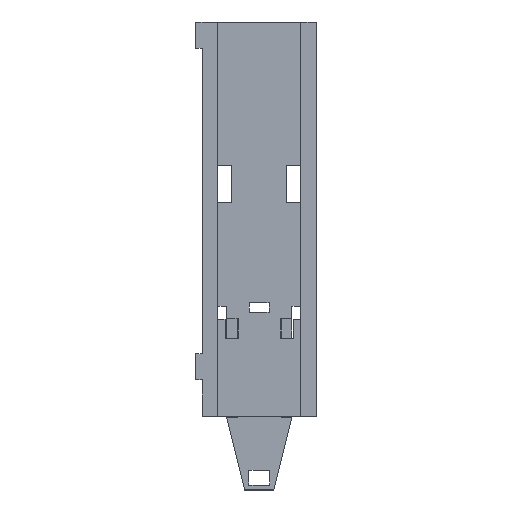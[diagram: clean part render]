
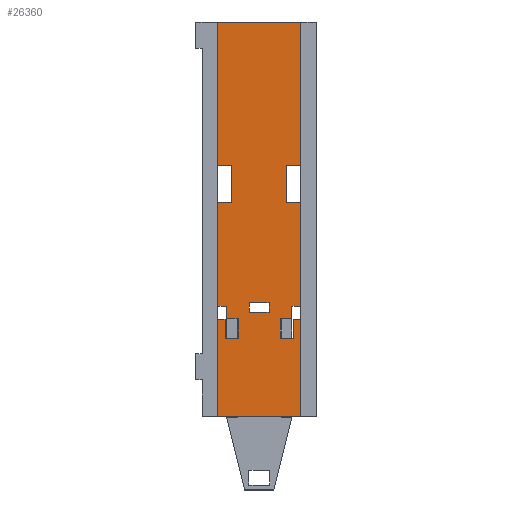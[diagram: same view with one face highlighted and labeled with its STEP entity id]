
A CAD part, top view. The second image highlights one B-rep face of the part: STEP entity #26360.
In plain terms, the highlighted face is planar.
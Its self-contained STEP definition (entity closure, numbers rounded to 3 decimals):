
#5080=CARTESIAN_POINT('',(-3.,-1.,28.591));
#5090=VERTEX_POINT('',#5080);
#5120=CARTESIAN_POINT('',(0.,-1.,28.591));
#5130=DIRECTION('',(-1.,0.,0.));
#5140=VECTOR('',#5130,1.);
#5150=LINE('',#5120,#5140);
#5160=CARTESIAN_POINT('',(3.,-1.,28.591));
#5170=VERTEX_POINT('',#5160);
#5180=EDGE_CURVE('',#5170,#5090,#5150,.T.);
#5830=CARTESIAN_POINT('',(6.5,-1.,30.519));
#5840=VERTEX_POINT('',#5830);
#5870=CARTESIAN_POINT('',(6.5,-1.,0.));
#5880=DIRECTION('',(0.,0.,1.));
#5890=VECTOR('',#5880,1.);
#5900=LINE('',#5870,#5890);
#5910=CARTESIAN_POINT('',(6.5,-1.,36.519));
#5920=VERTEX_POINT('',#5910);
#5930=EDGE_CURVE('',#5840,#5920,#5900,.T.);
#9540=CARTESIAN_POINT('',(12.75,-1.,60.519));
#9550=VERTEX_POINT('',#9540);
#9580=CARTESIAN_POINT('',(0.,-1.,60.519));
#9590=DIRECTION('',(-1.,0.,0.));
#9600=VECTOR('',#9590,1.);
#9610=LINE('',#9580,#9600);
#9620=CARTESIAN_POINT('',(-12.75,-1.,60.519));
#9630=VERTEX_POINT('',#9620);
#9640=EDGE_CURVE('',#9550,#9630,#9610,.T.);
#10990=CARTESIAN_POINT('',(0.,-1.,26.681));
#11000=DIRECTION('',(1.,0.,0.));
#11010=VECTOR('',#11000,1.);
#11020=LINE('',#10990,#11010);
#11030=CARTESIAN_POINT('',(10.,-1.,26.681));
#11040=VERTEX_POINT('',#11030);
#11050=CARTESIAN_POINT('',(12.75,-1.,26.681));
#11060=VERTEX_POINT('',#11050);
#11070=EDGE_CURVE('',#11040,#11060,#11020,.T.);
#13300=CARTESIAN_POINT('',(-12.75,-1.,-60.519));
#13310=VERTEX_POINT('',#13300);
#13340=CARTESIAN_POINT('',(0.,-1.,-60.519));
#13350=DIRECTION('',(-1.,0.,0.));
#13360=VECTOR('',#13350,1.);
#13370=LINE('',#13340,#13360);
#13380=CARTESIAN_POINT('',(12.75,-1.,-60.519));
#13390=VERTEX_POINT('',#13380);
#13400=EDGE_CURVE('',#13390,#13310,#13370,.T.);
#18110=CARTESIAN_POINT('',(-12.75,-1.,0.));
#18120=DIRECTION('',(0.,0.,-1.));
#18130=VECTOR('',#18120,1.);
#18140=LINE('',#18110,#18130);
#18150=CARTESIAN_POINT('',(-12.75,-1.,26.681));
#18160=VERTEX_POINT('',#18150);
#18170=CARTESIAN_POINT('',(-12.75,-1.,-5.019));
#18180=VERTEX_POINT('',#18170);
#18190=EDGE_CURVE('',#18160,#18180,#18140,.T.);
#18640=CARTESIAN_POINT('',(-12.75,-1.,-16.519));
#18650=VERTEX_POINT('',#18640);
#18680=CARTESIAN_POINT('',(-12.75,-1.,0.));
#18690=DIRECTION('',(0.,0.,-1.));
#18700=VECTOR('',#18690,1.);
#18710=LINE('',#18680,#18700);
#18720=EDGE_CURVE('',#18650,#13310,#18710,.T.);
#18770=CARTESIAN_POINT('',(-12.75,-1.,0.));
#18780=DIRECTION('',(0.,0.,1.));
#18790=VECTOR('',#18780,1.);
#18800=LINE('',#18770,#18790);
#18810=CARTESIAN_POINT('',(-12.75,-1.,30.681));
#18820=VERTEX_POINT('',#18810);
#18830=EDGE_CURVE('',#18820,#9630,#18800,.T.);
#19220=CARTESIAN_POINT('',(12.75,-1.,0.));
#19230=DIRECTION('',(0.,0.,-1.));
#19240=VECTOR('',#19230,1.);
#19250=LINE('',#19220,#19240);
#19260=CARTESIAN_POINT('',(12.75,-1.,-5.019));
#19270=VERTEX_POINT('',#19260);
#19280=EDGE_CURVE('',#11060,#19270,#19250,.T.);
#19540=CARTESIAN_POINT('',(12.75,-1.,30.681));
#19550=VERTEX_POINT('',#19540);
#19580=CARTESIAN_POINT('',(12.75,-1.,0.));
#19590=DIRECTION('',(0.,0.,1.));
#19600=VECTOR('',#19590,1.);
#19610=LINE('',#19580,#19600);
#19620=EDGE_CURVE('',#19550,#9550,#19610,.T.);
#19720=CARTESIAN_POINT('',(12.75,-1.,0.));
#19730=DIRECTION('',(0.,0.,-1.));
#19740=VECTOR('',#19730,1.);
#19750=LINE('',#19720,#19740);
#19760=CARTESIAN_POINT('',(12.75,-1.,-16.519));
#19770=VERTEX_POINT('',#19760);
#19780=EDGE_CURVE('',#19770,#13390,#19750,.T.);
#24600=CARTESIAN_POINT('',(13.75,-1.,60.519));
#24610=DIRECTION('',(0.,-1.,0.));
#24620=DIRECTION('',(1.,0.,0.));
#24630=AXIS2_PLACEMENT_3D('',#24600,#24610,#24620);
#24640=PLANE('',#24630);
#24650=ORIENTED_EDGE('',*,*,#5180,.F.);
#24660=CARTESIAN_POINT('',(-3.,-1.,0.));
#24670=DIRECTION('',(0.,0.,-1.));
#24680=VECTOR('',#24670,1.);
#24690=LINE('',#24660,#24680);
#24700=CARTESIAN_POINT('',(-3.,-1.,25.591));
#24710=VERTEX_POINT('',#24700);
#24720=EDGE_CURVE('',#5090,#24710,#24690,.T.);
#24730=ORIENTED_EDGE('',*,*,#24720,.F.);
#24740=CARTESIAN_POINT('',(0.,-1.,25.591));
#24750=DIRECTION('',(1.,0.,0.));
#24760=VECTOR('',#24750,1.);
#24770=LINE('',#24740,#24760);
#24780=CARTESIAN_POINT('',(3.,-1.,25.591));
#24790=VERTEX_POINT('',#24780);
#24800=EDGE_CURVE('',#24710,#24790,#24770,.T.);
#24810=ORIENTED_EDGE('',*,*,#24800,.F.);
#24820=CARTESIAN_POINT('',(3.,-1.,0.));
#24830=DIRECTION('',(0.,0.,-1.));
#24840=VECTOR('',#24830,1.);
#24850=LINE('',#24820,#24840);
#24860=EDGE_CURVE('',#5170,#24790,#24850,.T.);
#24870=ORIENTED_EDGE('',*,*,#24860,.T.);
#24880=EDGE_LOOP('',(#24870,#24810,#24730,#24650));
#24890=FACE_BOUND('',#24880,.T.);
#24900=CARTESIAN_POINT('',(0.,-1.,-5.019));
#24910=DIRECTION('',(1.,0.,0.));
#24920=VECTOR('',#24910,1.);
#24930=LINE('',#24900,#24920);
#24940=CARTESIAN_POINT('',(8.38,-1.,-5.019));
#24950=VERTEX_POINT('',#24940);
#24960=EDGE_CURVE('',#24950,#19270,#24930,.T.);
#24970=ORIENTED_EDGE('',*,*,#24960,.T.);
#24980=CARTESIAN_POINT('',(8.38,-1.,60.519));
#24990=DIRECTION('',(0.,0.,-1.));
#25000=VECTOR('',#24990,1000.);
#25010=LINE('',#24980,#25000);
#25020=CARTESIAN_POINT('',(8.38,-1.,-16.519));
#25030=VERTEX_POINT('',#25020);
#25040=EDGE_CURVE('',#24950,#25030,#25010,.T.);
#25050=ORIENTED_EDGE('',*,*,#25040,.F.);
#25060=CARTESIAN_POINT('',(0.,-1.,-16.519));
#25070=DIRECTION('',(-1.,0.,0.));
#25080=VECTOR('',#25070,1.);
#25090=LINE('',#25060,#25080);
#25100=EDGE_CURVE('',#19770,#25030,#25090,.T.);
#25110=ORIENTED_EDGE('',*,*,#25100,.T.);
#25120=ORIENTED_EDGE('',*,*,#19780,.F.);
#25130=ORIENTED_EDGE('',*,*,#13400,.F.);
#25140=ORIENTED_EDGE('',*,*,#18720,.T.);
#25150=CARTESIAN_POINT('',(0.,-1.,-16.519));
#25160=DIRECTION('',(-1.,0.,0.));
#25170=VECTOR('',#25160,1.);
#25180=LINE('',#25150,#25170);
#25190=CARTESIAN_POINT('',(-8.38,-1.,-16.519));
#25200=VERTEX_POINT('',#25190);
#25210=EDGE_CURVE('',#25200,#18650,#25180,.T.);
#25220=ORIENTED_EDGE('',*,*,#25210,.T.);
#25230=CARTESIAN_POINT('',(-8.38,-1.,60.519));
#25240=DIRECTION('',(0.,0.,-1.));
#25250=VECTOR('',#25240,1000.);
#25260=LINE('',#25230,#25250);
#25270=CARTESIAN_POINT('',(-8.38,-1.,-5.019));
#25280=VERTEX_POINT('',#25270);
#25290=EDGE_CURVE('',#25280,#25200,#25260,.T.);
#25300=ORIENTED_EDGE('',*,*,#25290,.T.);
#25310=CARTESIAN_POINT('',(13.75,-1.,-5.019));
#25320=DIRECTION('',(1.,0.,0.));
#25330=VECTOR('',#25320,1000.);
#25340=LINE('',#25310,#25330);
#25350=EDGE_CURVE('',#18180,#25280,#25340,.T.);
#25360=ORIENTED_EDGE('',*,*,#25350,.T.);
#25370=ORIENTED_EDGE('',*,*,#18190,.T.);
#25380=CARTESIAN_POINT('',(0.,-1.,26.681));
#25390=DIRECTION('',(-1.,0.,0.));
#25400=VECTOR('',#25390,1.);
#25410=LINE('',#25380,#25400);
#25420=CARTESIAN_POINT('',(-10.,-1.,26.681));
#25430=VERTEX_POINT('',#25420);
#25440=EDGE_CURVE('',#25430,#18160,#25410,.T.);
#25450=ORIENTED_EDGE('',*,*,#25440,.T.);
#25460=CARTESIAN_POINT('',(-10.,-1.,60.519));
#25470=DIRECTION('',(0.,0.,-1.));
#25480=VECTOR('',#25470,1000.);
#25490=LINE('',#25460,#25480);
#25500=CARTESIAN_POINT('',(-10.,-1.,30.519));
#25510=VERTEX_POINT('',#25500);
#25520=EDGE_CURVE('',#25510,#25430,#25490,.T.);
#25530=ORIENTED_EDGE('',*,*,#25520,.T.);
#25540=CARTESIAN_POINT('',(0.,-1.,30.519));
#25550=DIRECTION('',(1.,0.,0.));
#25560=VECTOR('',#25550,1.);
#25570=LINE('',#25540,#25560);
#25580=CARTESIAN_POINT('',(-6.5,-1.,30.519));
#25590=VERTEX_POINT('',#25580);
#25600=EDGE_CURVE('',#25510,#25590,#25570,.T.);
#25610=ORIENTED_EDGE('',*,*,#25600,.F.);
#25620=CARTESIAN_POINT('',(-6.5,-1.,0.));
#25630=DIRECTION('',(0.,0.,1.));
#25640=VECTOR('',#25630,1.);
#25650=LINE('',#25620,#25640);
#25660=CARTESIAN_POINT('',(-6.5,-1.,36.519));
#25670=VERTEX_POINT('',#25660);
#25680=EDGE_CURVE('',#25590,#25670,#25650,.T.);
#25690=ORIENTED_EDGE('',*,*,#25680,.F.);
#25700=CARTESIAN_POINT('',(0.,-1.,36.519));
#25710=DIRECTION('',(1.,0.,0.));
#25720=VECTOR('',#25710,1.);
#25730=LINE('',#25700,#25720);
#25740=CARTESIAN_POINT('',(-10.5,-1.,36.519));
#25750=VERTEX_POINT('',#25740);
#25760=EDGE_CURVE('',#25750,#25670,#25730,.T.);
#25770=ORIENTED_EDGE('',*,*,#25760,.T.);
#25780=CARTESIAN_POINT('',(-10.5,-1.,60.519));
#25790=DIRECTION('',(0.,0.,1.));
#25800=VECTOR('',#25790,1000.);
#25810=LINE('',#25780,#25800);
#25820=CARTESIAN_POINT('',(-10.5,-1.,30.681));
#25830=VERTEX_POINT('',#25820);
#25840=EDGE_CURVE('',#25830,#25750,#25810,.T.);
#25850=ORIENTED_EDGE('',*,*,#25840,.T.);
#25860=CARTESIAN_POINT('',(0.,-1.,30.681));
#25870=DIRECTION('',(1.,0.,0.));
#25880=VECTOR('',#25870,1.);
#25890=LINE('',#25860,#25880);
#25900=EDGE_CURVE('',#18820,#25830,#25890,.T.);
#25910=ORIENTED_EDGE('',*,*,#25900,.T.);
#25920=ORIENTED_EDGE('',*,*,#18830,.F.);
#25930=ORIENTED_EDGE('',*,*,#9640,.T.);
#25940=ORIENTED_EDGE('',*,*,#19620,.T.);
#25950=CARTESIAN_POINT('',(0.,-1.,30.681));
#25960=DIRECTION('',(-1.,0.,0.));
#25970=VECTOR('',#25960,1.);
#25980=LINE('',#25950,#25970);
#25990=CARTESIAN_POINT('',(10.5,-1.,30.681));
#26000=VERTEX_POINT('',#25990);
#26010=EDGE_CURVE('',#19550,#26000,#25980,.T.);
#26020=ORIENTED_EDGE('',*,*,#26010,.F.);
#26030=CARTESIAN_POINT('',(10.5,-1.,0.));
#26040=DIRECTION('',(0.,0.,-1.));
#26050=VECTOR('',#26040,1.);
#26060=LINE('',#26030,#26050);
#26070=CARTESIAN_POINT('',(10.5,-1.,36.519));
#26080=VERTEX_POINT('',#26070);
#26090=EDGE_CURVE('',#26080,#26000,#26060,.T.);
#26100=ORIENTED_EDGE('',*,*,#26090,.T.);
#26110=CARTESIAN_POINT('',(0.,-1.,36.519));
#26120=DIRECTION('',(1.,0.,0.));
#26130=VECTOR('',#26120,1.);
#26140=LINE('',#26110,#26130);
#26150=EDGE_CURVE('',#5920,#26080,#26140,.T.);
#26160=ORIENTED_EDGE('',*,*,#26150,.T.);
#26170=ORIENTED_EDGE('',*,*,#5930,.T.);
#26180=CARTESIAN_POINT('',(0.,-1.,30.519));
#26190=DIRECTION('',(1.,0.,0.));
#26200=VECTOR('',#26190,1.);
#26210=LINE('',#26180,#26200);
#26220=CARTESIAN_POINT('',(10.,-1.,30.519));
#26230=VERTEX_POINT('',#26220);
#26240=EDGE_CURVE('',#5840,#26230,#26210,.T.);
#26250=ORIENTED_EDGE('',*,*,#26240,.F.);
#26260=CARTESIAN_POINT('',(10.,-1.,0.));
#26270=DIRECTION('',(0.,0.,-1.));
#26280=VECTOR('',#26270,1.);
#26290=LINE('',#26260,#26280);
#26300=EDGE_CURVE('',#26230,#11040,#26290,.T.);
#26310=ORIENTED_EDGE('',*,*,#26300,.F.);
#26320=ORIENTED_EDGE('',*,*,#11070,.F.);
#26330=ORIENTED_EDGE('',*,*,#19280,.F.);
#26340=EDGE_LOOP('',(#26330,#26320,#26310,#26250,#26170,#26160,#26100,
#26020,#25940,#25930,#25920,#25910,#25850,#25770,#25690,#25610,#25530,
#25450,#25370,#25360,#25300,#25220,#25140,#25130,#25120,#25110,#25050,
#24970));
#26350=FACE_OUTER_BOUND('',#26340,.T.);
#26360=ADVANCED_FACE('',(#24890,#26350),#24640,.T.);
